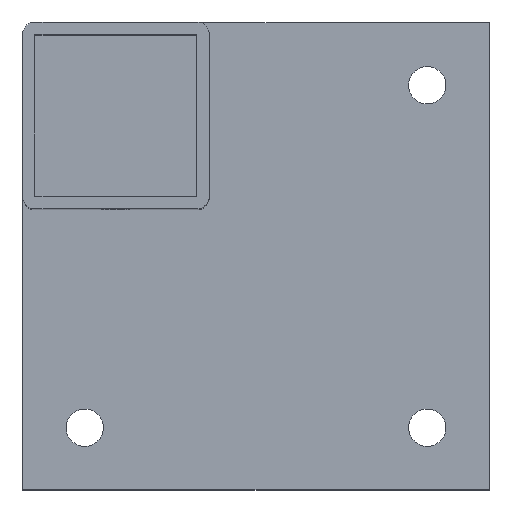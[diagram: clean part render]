
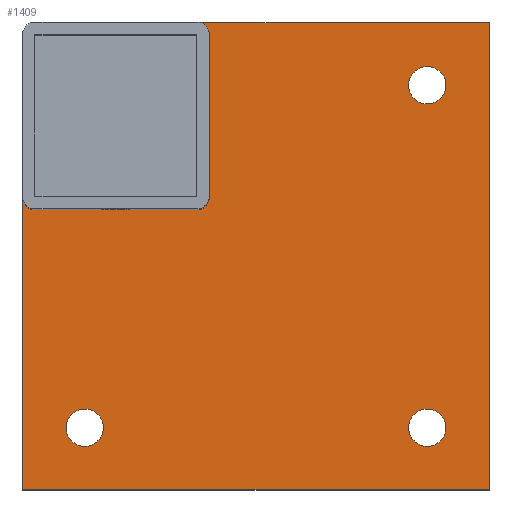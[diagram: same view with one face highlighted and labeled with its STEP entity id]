
A CAD part, top view. The second image highlights one B-rep face of the part: STEP entity #1409.
In plain terms, the highlighted planar face has unit normal (0, 0, 1).
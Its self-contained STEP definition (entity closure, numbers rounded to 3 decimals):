
#31 = CARTESIAN_POINT ( 'NONE',  ( -10., -100., 0. ) ) ;
#32 = DIRECTION ( 'NONE',  ( 0., 0., -1. ) ) ;
#33 = DIRECTION ( 'NONE',  ( -1., 0., 0. ) ) ;
#61 = VERTEX_POINT ( 'NONE', #1235 ) ;
#68 = VERTEX_POINT ( 'NONE', #1241 ) ;
#69 = DIRECTION ( 'NONE',  ( 0., -1., 0. ) ) ;
#110 = CARTESIAN_POINT ( 'NONE',  ( -10., -100., 0. ) ) ;
#111 = DIRECTION ( 'NONE',  ( 0., 0., -1. ) ) ;
#112 = DIRECTION ( 'NONE',  ( -1., 0., 0. ) ) ;
#118 = CARTESIAN_POINT ( 'NONE',  ( 45., -120., 0. ) ) ;
#119 = DIRECTION ( 'NONE',  ( 1., 0., 0. ) ) ;
#138 = CARTESIAN_POINT ( 'NONE',  ( -26., -26., 0. ) ) ;
#139 = DIRECTION ( 'NONE',  ( 0., 0., -1. ) ) ;
#221 = EDGE_CURVE ( 'NONE', #928, #930, #580, .T. ) ;
#231 = EDGE_CURVE ( 'NONE', #942, #948, #559, .T. ) ;
#235 = AXIS2_PLACEMENT_3D ( 'NONE', #1299, #1300, #1301 ) ;
#239 = AXIS2_PLACEMENT_3D ( 'NONE', #31, #32, #33 ) ;
#247 = AXIS2_PLACEMENT_3D ( 'NONE', #1319, #1320, #1321 ) ;
#252 = AXIS2_PLACEMENT_3D ( 'NONE', #1340, #1341, #1342 ) ;
#253 = AXIS2_PLACEMENT_3D ( 'NONE', #1268, #1269, #1270 ) ;
#264 = EDGE_CURVE ( 'NONE', #477, #478, #544, .T. ) ;
#272 = EDGE_CURVE ( 'NONE', #61, #473, #532, .T. ) ;
#275 = EDGE_CURVE ( 'NONE', #68, #1432, #530, .T. ) ;
#276 = EDGE_CURVE ( 'NONE', #61, #68, #527, .T. ) ;
#279 = EDGE_CURVE ( 'NONE', #930, #928, #520, .T. ) ;
#293 = EDGE_CURVE ( 'NONE', #948, #942, #1007, .T. ) ;
#296 = EDGE_CURVE ( 'NONE', #1418, #1432, #1011, .T. ) ;
#304 = EDGE_CURVE ( 'NONE', #1413, #1416, #1024, .T. ) ;
#309 = EDGE_CURVE ( 'NONE', #1423, #1413, #1031, .T. ) ;
#311 = EDGE_CURVE ( 'NONE', #471, #1423, #1035, .T. ) ;
#313 = EDGE_CURVE ( 'NONE', #473, #471, #1037, .T. ) ;
#319 = EDGE_CURVE ( 'NONE', #1416, #1418, #1047, .T. ) ;
#346 = EDGE_CURVE ( 'NONE', #478, #477, #1090, .T. ) ;
#352 = DIRECTION ( 'NONE',  ( 1., 0., 0. ) ) ;
#362 = CARTESIAN_POINT ( 'NONE',  ( 45., -30., 0. ) ) ;
#363 = DIRECTION ( 'NONE',  ( -1., 0., 0. ) ) ;
#367 = CARTESIAN_POINT ( 'NONE',  ( 26., -26., 0. ) ) ;
#368 = DIRECTION ( 'NONE',  ( 0., 0., -1. ) ) ;
#369 = DIRECTION ( 'NONE',  ( 1., 0., 0. ) ) ;
#372 = CARTESIAN_POINT ( 'NONE',  ( 30., -45., 0. ) ) ;
#373 = DIRECTION ( 'NONE',  ( 0., -1., 0. ) ) ;
#386 = CARTESIAN_POINT ( 'NONE',  ( -30., -45., 0. ) ) ;
#416 = CARTESIAN_POINT ( 'NONE',  ( 100., 10., 0. ) ) ;
#417 = DIRECTION ( 'NONE',  ( 0., 0., -1. ) ) ;
#418 = DIRECTION ( 'NONE',  ( -1., 0., 0. ) ) ;
#428 = CARTESIAN_POINT ( 'NONE',  ( 30., -26., 0. ) ) ;
#430 = CARTESIAN_POINT ( 'NONE',  ( 30., 26., 0. ) ) ;
#434 = CARTESIAN_POINT ( 'NONE',  ( 94., 10., 0. ) ) ;
#435 = CARTESIAN_POINT ( 'NONE',  ( 106., 10., 0. ) ) ;
#443 = CARTESIAN_POINT ( 'NONE',  ( 106., -100., 0. ) ) ;
#445 = CARTESIAN_POINT ( 'NONE',  ( 94., -100., 0. ) ) ;
#457 = CARTESIAN_POINT ( 'NONE',  ( -4., -100., 0. ) ) ;
#463 = CARTESIAN_POINT ( 'NONE',  ( -16., -100., 0. ) ) ;
#471 = VERTEX_POINT ( 'NONE', #428 ) ;
#473 = VERTEX_POINT ( 'NONE', #430 ) ;
#477 = VERTEX_POINT ( 'NONE', #434 ) ;
#478 = VERTEX_POINT ( 'NONE', #435 ) ;
#520 = CIRCLE ( 'NONE', #253, 6. ) ;
#526 = VECTOR ( 'NONE', #1263, 1000. ) ;
#527 = LINE ( 'NONE', #1262, #526 ) ;
#528 = VECTOR ( 'NONE', #1261, 1000. ) ;
#530 = LINE ( 'NONE', #1348, #528 ) ;
#532 = CIRCLE ( 'NONE', #252, 4. ) ;
#544 = CIRCLE ( 'NONE', #247, 6. ) ;
#559 = CIRCLE ( 'NONE', #239, 6. ) ;
#580 = CIRCLE ( 'NONE', #235, 6. ) ;
#604 = ORIENTED_EDGE ( 'NONE', *, *, #279, .T. ) ;
#605 = ORIENTED_EDGE ( 'NONE', *, *, #231, .T. ) ;
#606 = ORIENTED_EDGE ( 'NONE', *, *, #293, .T. ) ;
#689 = EDGE_LOOP ( 'NONE', ( #779, #780, #773, #771, #768, #767, #766, #764, #763 ) ) ;
#690 = EDGE_LOOP ( 'NONE', ( #777, #778 ) ) ;
#692 = EDGE_LOOP ( 'NONE', ( #604, #776 ) ) ;
#693 = EDGE_LOOP ( 'NONE', ( #606, #605 ) ) ;
#763 = ORIENTED_EDGE ( 'NONE', *, *, #319, .T. ) ;
#764 = ORIENTED_EDGE ( 'NONE', *, *, #304, .T. ) ;
#766 = ORIENTED_EDGE ( 'NONE', *, *, #309, .T. ) ;
#767 = ORIENTED_EDGE ( 'NONE', *, *, #311, .T. ) ;
#768 = ORIENTED_EDGE ( 'NONE', *, *, #313, .T. ) ;
#771 = ORIENTED_EDGE ( 'NONE', *, *, #272, .T. ) ;
#773 = ORIENTED_EDGE ( 'NONE', *, *, #276, .F. ) ;
#776 = ORIENTED_EDGE ( 'NONE', *, *, #221, .T. ) ;
#777 = ORIENTED_EDGE ( 'NONE', *, *, #264, .T. ) ;
#778 = ORIENTED_EDGE ( 'NONE', *, *, #346, .T. ) ;
#779 = ORIENTED_EDGE ( 'NONE', *, *, #296, .T. ) ;
#780 = ORIENTED_EDGE ( 'NONE', *, *, #275, .F. ) ;
#894 = AXIS2_PLACEMENT_3D ( 'NONE', #416, #417, #418 ) ;
#908 = AXIS2_PLACEMENT_3D ( 'NONE', #367, #368, #369 ) ;
#911 = AXIS2_PLACEMENT_3D ( 'NONE', #138, #139, #352 ) ;
#922 = AXIS2_PLACEMENT_3D ( 'NONE', #110, #111, #112 ) ;
#928 = VERTEX_POINT ( 'NONE', #443 ) ;
#930 = VERTEX_POINT ( 'NONE', #445 ) ;
#942 = VERTEX_POINT ( 'NONE', #457 ) ;
#948 = VERTEX_POINT ( 'NONE', #463 ) ;
#956 = PLANE ( 'NONE',  #1357 ) ;
#957 = CARTESIAN_POINT ( 'NONE',  ( -30., -120., 0. ) ) ;
#958 = DIRECTION ( 'NONE',  ( 0., 0., 1. ) ) ;
#959 = DIRECTION ( 'NONE',  ( 1., 0., 0. ) ) ;
#969 = CARTESIAN_POINT ( 'NONE',  ( -26., -30., 0. ) ) ;
#972 = CARTESIAN_POINT ( 'NONE',  ( -30., -26., 0. ) ) ;
#974 = CARTESIAN_POINT ( 'NONE',  ( -30., -120., 0. ) ) ;
#979 = CARTESIAN_POINT ( 'NONE',  ( 26., -30., 0. ) ) ;
#988 = CARTESIAN_POINT ( 'NONE',  ( 120., -120., 0. ) ) ;
#1007 = CIRCLE ( 'NONE', #922, 6. ) ;
#1011 = LINE ( 'NONE', #118, #1012 ) ;
#1012 = VECTOR ( 'NONE', #119, 1000. ) ;
#1024 = CIRCLE ( 'NONE', #911, 4. ) ;
#1031 = LINE ( 'NONE', #362, #1032 ) ;
#1032 = VECTOR ( 'NONE', #363, 1000. ) ;
#1035 = CIRCLE ( 'NONE', #908, 4. ) ;
#1037 = LINE ( 'NONE', #372, #1038 ) ;
#1038 = VECTOR ( 'NONE', #373, 1000. ) ;
#1047 = LINE ( 'NONE', #386, #1048 ) ;
#1048 = VECTOR ( 'NONE', #69, 1000. ) ;
#1090 = CIRCLE ( 'NONE', #894, 6. ) ;
#1158 = FACE_BOUND ( 'NONE', #693, .T. ) ;
#1159 = FACE_BOUND ( 'NONE', #692, .T. ) ;
#1161 = FACE_BOUND ( 'NONE', #690, .T. ) ;
#1162 = FACE_OUTER_BOUND ( 'NONE', #689, .T. ) ;
#1235 = CARTESIAN_POINT ( 'NONE',  ( 26., 30., 0. ) ) ;
#1241 = CARTESIAN_POINT ( 'NONE',  ( 120., 30., 0. ) ) ;
#1261 = DIRECTION ( 'NONE',  ( 0., -1., 0. ) ) ;
#1262 = CARTESIAN_POINT ( 'NONE',  ( 47., 30., 0. ) ) ;
#1263 = DIRECTION ( 'NONE',  ( 1., 0., 0. ) ) ;
#1268 = CARTESIAN_POINT ( 'NONE',  ( 100., -100., 0. ) ) ;
#1269 = DIRECTION ( 'NONE',  ( 0., 0., -1. ) ) ;
#1270 = DIRECTION ( 'NONE',  ( -1., 0., 0. ) ) ;
#1299 = CARTESIAN_POINT ( 'NONE',  ( 100., -100., 0. ) ) ;
#1300 = DIRECTION ( 'NONE',  ( 0., 0., -1. ) ) ;
#1301 = DIRECTION ( 'NONE',  ( -1., 0., 0. ) ) ;
#1319 = CARTESIAN_POINT ( 'NONE',  ( 100., 10., 0. ) ) ;
#1320 = DIRECTION ( 'NONE',  ( 0., 0., -1. ) ) ;
#1321 = DIRECTION ( 'NONE',  ( -1., 0., 0. ) ) ;
#1340 = CARTESIAN_POINT ( 'NONE',  ( 26., 26., 0. ) ) ;
#1341 = DIRECTION ( 'NONE',  ( 0., 0., -1. ) ) ;
#1342 = DIRECTION ( 'NONE',  ( 1., 0., 0. ) ) ;
#1348 = CARTESIAN_POINT ( 'NONE',  ( 120., -45., 0. ) ) ;
#1357 = AXIS2_PLACEMENT_3D ( 'NONE', #957, #958, #959 ) ;
#1409 = ADVANCED_FACE ( 'NONE', ( #1158, #1159, #1161, #1162 ), #956, .T. ) ;
#1413 = VERTEX_POINT ( 'NONE', #969 ) ;
#1416 = VERTEX_POINT ( 'NONE', #972 ) ;
#1418 = VERTEX_POINT ( 'NONE', #974 ) ;
#1423 = VERTEX_POINT ( 'NONE', #979 ) ;
#1432 = VERTEX_POINT ( 'NONE', #988 ) ;
